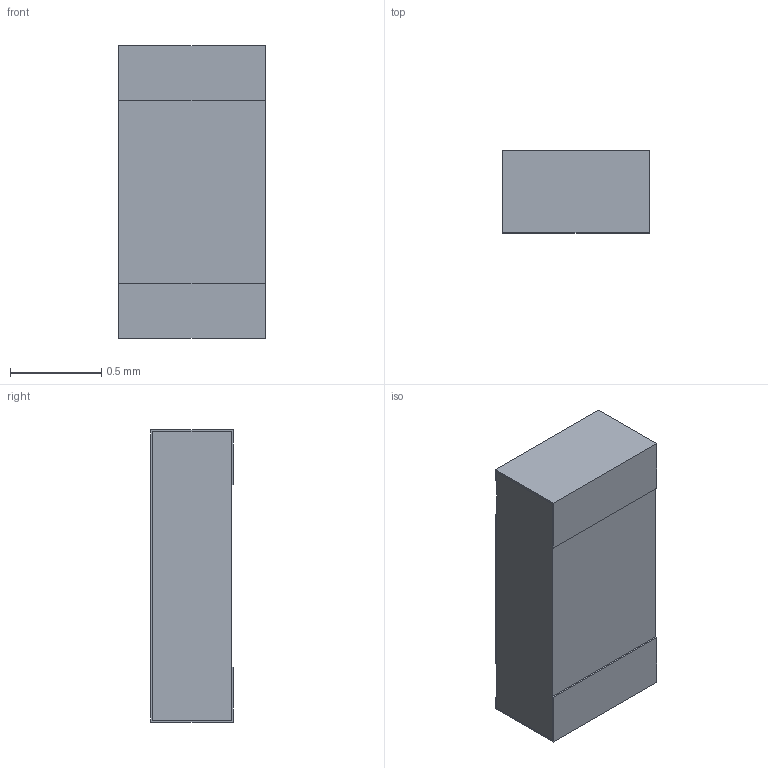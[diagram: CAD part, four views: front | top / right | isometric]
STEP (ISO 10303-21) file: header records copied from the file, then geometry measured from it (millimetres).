
FILE_DESCRIPTION (( 'STEP AP214' ), '1' );
FILE_NAME ('R0603.STEP', '2019-05-10T06:51:14', ( '' ), ( '' ), 'SwSTEP 2.0', 'SolidWorks 2018', '' );
FILE_SCHEMA (( 'AUTOMOTIVE_DESIGN' ));
Length unit declared in the file: millimetre
Products named in the file (2): R0603; R0603_0603
Assembly tree (1 placements, depth 2):
  R0603
    R0603_0603
Bounding box: 0.8 x 0.45 x 1.6 mm (x, y, z)
Volume: 0.6 mm3; surface area: 9.5 mm2
Topology: 4 solids, 4 shells, 121 faces, 312 edges, 208 vertices
Faces by surface type: plane 64, bspline 57
Entity records: 7305 total; most frequent: CARTESIAN_POINT 4166, ORIENTED_EDGE 624, DIRECTION 334, EDGE_CURVE 312, VERTEX_POINT 208, VECTOR 198, LINE 198, EDGE_LOOP 130
